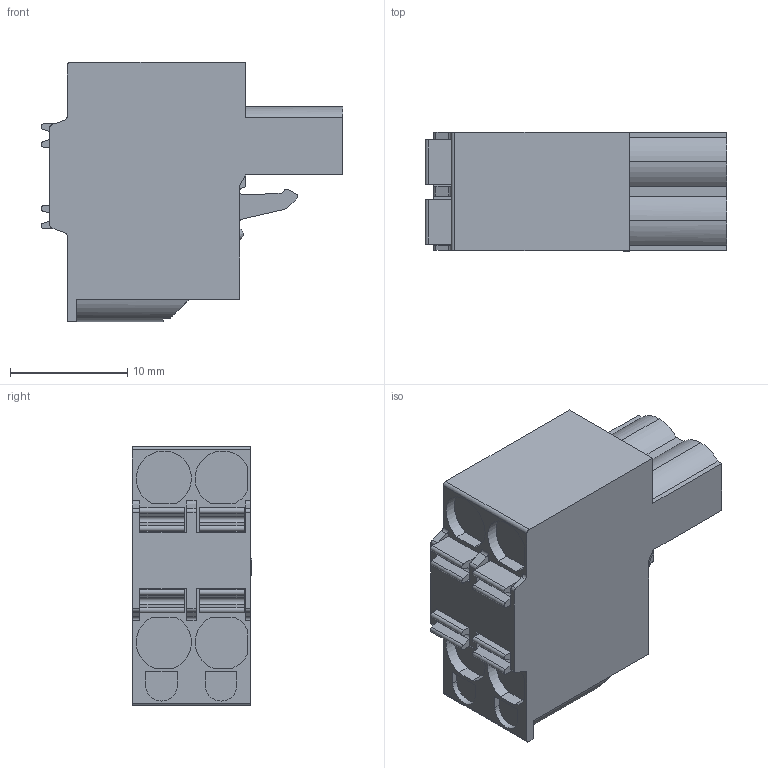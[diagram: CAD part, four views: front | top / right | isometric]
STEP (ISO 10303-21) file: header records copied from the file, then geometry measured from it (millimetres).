
FILE_DESCRIPTION((''),'2;1');
FILE_NAME('11111','2024-09-30T12:00:17',('tluser'),(''),'CREO PARAMETRIC BY PTC INC, 2018100','CREO PARAMETRIC BY PTC INC, 2018100','');
FILE_SCHEMA(('CONFIG_CONTROL_DESIGN'));
Length unit declared in the file: millimetre
Products named in the file (1): 11111
Bounding box: 25.72 x 10.18 x 22.1 mm (x, y, z)
Volume: 3655.6 mm3; surface area: 1981.5 mm2
Topology: 1 solids, 1 shells, 175 faces, 473 edges, 313 vertices
Faces by surface type: plane 117, cylinder 56, bspline 2
Entity records: 5577 total; most frequent: CARTESIAN_POINT 1039, ORIENTED_EDGE 942, DIRECTION 929, EDGE_CURVE 471, VECTOR 347, LINE 347, VERTEX_POINT 313, AXIS2_PLACEMENT_3D 291
